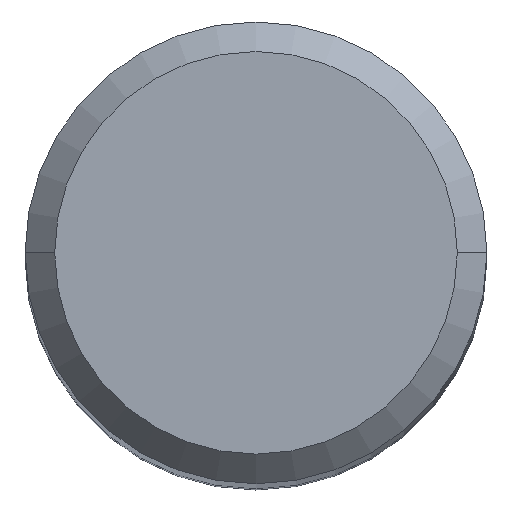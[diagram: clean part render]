
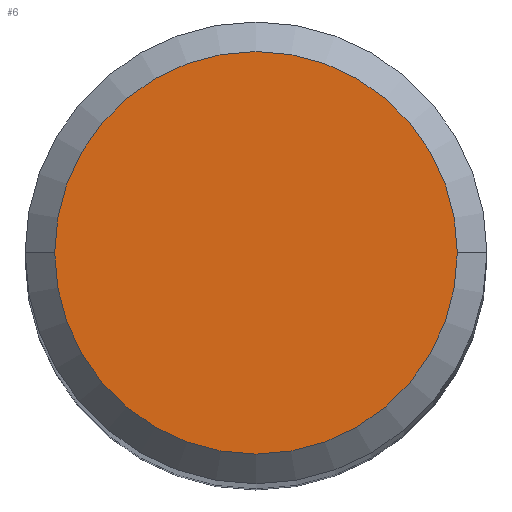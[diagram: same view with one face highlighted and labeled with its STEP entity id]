
A CAD part, top view. The second image highlights one B-rep face of the part: STEP entity #6.
In plain terms, the highlighted planar face has unit normal (0, 0, 1).
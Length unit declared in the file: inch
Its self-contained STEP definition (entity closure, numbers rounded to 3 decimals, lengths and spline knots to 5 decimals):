
#1 = ORIENTED_EDGE ( 'NONE', *, *, #112, .T. ) ;
#6 = ADVANCED_FACE ( 'NONE', ( #140 ), #183, .F. ) ;
#40 = ORIENTED_EDGE ( 'NONE', *, *, #371, .T. ) ;
#62 = VERTEX_POINT ( 'NONE', #239 ) ;
#65 = CIRCLE ( 'NONE', #106, 0.13625 ) ;
#71 = DIRECTION ( 'NONE',  ( 0., 0., -1. ) ) ;
#106 = AXIS2_PLACEMENT_3D ( 'NONE', #380, #188, #377 ) ;
#112 = EDGE_CURVE ( 'NONE', #280, #62, #65, .T. ) ;
#128 = DIRECTION ( 'NONE',  ( 0., 0., 1. ) ) ;
#140 = FACE_OUTER_BOUND ( 'NONE', #354, .T. ) ;
#147 = CARTESIAN_POINT ( 'NONE',  ( 0., 0.13625, 0. ) ) ;
#183 = PLANE ( 'NONE',  #358 ) ;
#188 = DIRECTION ( 'NONE',  ( 0., 0., 1. ) ) ;
#196 = CARTESIAN_POINT ( 'NONE',  ( 0., 0., 0. ) ) ;
#208 = AXIS2_PLACEMENT_3D ( 'NONE', #196, #128, #265 ) ;
#231 = CARTESIAN_POINT ( 'NONE',  ( -0.13625, 0., 0. ) ) ;
#239 = CARTESIAN_POINT ( 'NONE',  ( 0.13625, 0., 0. ) ) ;
#250 = CIRCLE ( 'NONE', #208, 0.13625 ) ;
#265 = DIRECTION ( 'NONE',  ( 1., 0., 0. ) ) ;
#279 = DIRECTION ( 'NONE',  ( -1., 0., 0. ) ) ;
#280 = VERTEX_POINT ( 'NONE', #231 ) ;
#354 = EDGE_LOOP ( 'NONE', ( #1, #40 ) ) ;
#358 = AXIS2_PLACEMENT_3D ( 'NONE', #147, #71, #279 ) ;
#371 = EDGE_CURVE ( 'NONE', #62, #280, #250, .T. ) ;
#377 = DIRECTION ( 'NONE',  ( 1., 0., 0. ) ) ;
#380 = CARTESIAN_POINT ( 'NONE',  ( 0., 0., 0. ) ) ;
